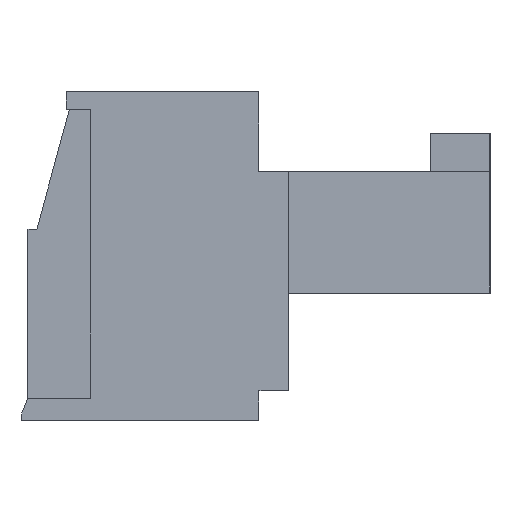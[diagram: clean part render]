
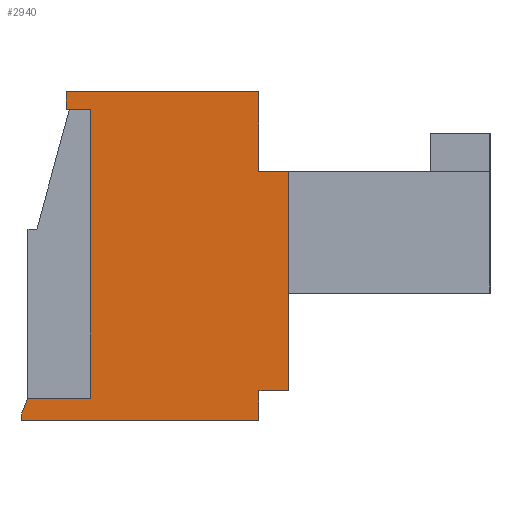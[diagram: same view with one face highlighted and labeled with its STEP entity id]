
A CAD part, left-side view. The second image highlights one B-rep face of the part: STEP entity #2940.
In plain terms, the highlighted planar face has unit normal (-1, 0, 0).
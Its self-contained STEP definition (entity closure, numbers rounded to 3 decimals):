
#2940 = ADVANCED_FACE( '', ( #5933 ), #5934, .T. );
#5933 = FACE_OUTER_BOUND( '', #8973, .T. );
#5934 = PLANE( '', #8974 );
#8973 = EDGE_LOOP( '', ( #16664, #16665, #16666, #16667, #16668, #16669, #16670, #16671, #16672, #16673, #16674, #16675, #16676 ) );
#8974 = AXIS2_PLACEMENT_3D( '', #16677, #16678, #16679 );
#16664 = ORIENTED_EDGE( '', *, *, #18604, .T. );
#16665 = ORIENTED_EDGE( '', *, *, #18790, .T. );
#16666 = ORIENTED_EDGE( '', *, *, #20534, .T. );
#16667 = ORIENTED_EDGE( '', *, *, #20816, .T. );
#16668 = ORIENTED_EDGE( '', *, *, #20461, .T. );
#16669 = ORIENTED_EDGE( '', *, *, #18310, .F. );
#16670 = ORIENTED_EDGE( '', *, *, #21142, .T. );
#16671 = ORIENTED_EDGE( '', *, *, #21143, .T. );
#16672 = ORIENTED_EDGE( '', *, *, #20459, .T. );
#16673 = ORIENTED_EDGE( '', *, *, #21144, .T. );
#16674 = ORIENTED_EDGE( '', *, *, #19786, .T. );
#16675 = ORIENTED_EDGE( '', *, *, #21045, .T. );
#16676 = ORIENTED_EDGE( '', *, *, #20276, .T. );
#16677 = CARTESIAN_POINT( '', ( -21., 0., 0. ) );
#16678 = DIRECTION( '', ( -1., 0., 0. ) );
#16679 = DIRECTION( '', ( 0., 0., 1. ) );
#18310 = EDGE_CURVE( '', #21927, #21923, #21929, .T. );
#18604 = EDGE_CURVE( '', #22452, #22450, #22453, .T. );
#18790 = EDGE_CURVE( '', #22450, #22773, #22775, .F. );
#19786 = EDGE_CURVE( '', #24363, #24361, #24364, .T. );
#20276 = EDGE_CURVE( '', #25069, #22452, #25070, .T. );
#20459 = EDGE_CURVE( '', #25308, #25306, #25309, .T. );
#20461 = EDGE_CURVE( '', #25311, #21923, #25312, .T. );
#20534 = EDGE_CURVE( '', #22773, #25408, #25409, .T. );
#20816 = EDGE_CURVE( '', #25408, #25311, #25750, .T. );
#21045 = EDGE_CURVE( '', #24361, #25069, #26021, .T. );
#21142 = EDGE_CURVE( '', #21927, #26121, #26122, .T. );
#21143 = EDGE_CURVE( '', #26121, #25308, #26123, .T. );
#21144 = EDGE_CURVE( '', #25306, #24363, #26124, .T. );
#21923 = VERTEX_POINT( '', #27137 );
#21927 = VERTEX_POINT( '', #27143 );
#21929 = LINE( '', #27146, #27147 );
#22450 = VERTEX_POINT( '', #27895 );
#22452 = VERTEX_POINT( '', #27898 );
#22453 = LINE( '', #27899, #27900 );
#22773 = VERTEX_POINT( '', #28372 );
#22775 = LINE( '', #28375, #28376 );
#24361 = VERTEX_POINT( '', #30668 );
#24363 = VERTEX_POINT( '', #30671 );
#24364 = LINE( '', #30672, #30673 );
#25069 = VERTEX_POINT( '', #31709 );
#25070 = LINE( '', #31710, #31711 );
#25306 = VERTEX_POINT( '', #32073 );
#25308 = VERTEX_POINT( '', #32076 );
#25309 = LINE( '', #32077, #32078 );
#25311 = VERTEX_POINT( '', #32081 );
#25312 = LINE( '', #32082, #32083 );
#25408 = VERTEX_POINT( '', #32265 );
#25409 = LINE( '', #32266, #32267 );
#25750 = LINE( '', #32802, #32803 );
#26021 = LINE( '', #33206, #33207 );
#26121 = VERTEX_POINT( '', #33354 );
#26122 = LINE( '', #33355, #33356 );
#26123 = LINE( '', #33357, #33358 );
#26124 = LINE( '', #33359, #33360 );
#27137 = CARTESIAN_POINT( '', ( -21., -4., -4.625 ) );
#27143 = CARTESIAN_POINT( '', ( -21., -5., -4.625 ) );
#27146 = CARTESIAN_POINT( '', ( -21., -5., -4.625 ) );
#27147 = VECTOR( '', #33938, 1000. );
#27895 = CARTESIAN_POINT( '', ( -21., 3.805, -4.875 ) );
#27898 = CARTESIAN_POINT( '', ( -21., 1.7, -4.875 ) );
#27899 = CARTESIAN_POINT( '', ( -21., 1.7, -4.875 ) );
#27900 = VECTOR( '', #34206, 1000. );
#28372 = CARTESIAN_POINT( '', ( -21., 4., -5.375 ) );
#28375 = CARTESIAN_POINT( '', ( -21., 1.652, 0.644 ) );
#28376 = VECTOR( '', #34381, 1000. );
#30668 = CARTESIAN_POINT( '', ( -21., 2.5, 4.875 ) );
#30671 = CARTESIAN_POINT( '', ( -21., 2.5, 5.475 ) );
#30672 = CARTESIAN_POINT( '', ( -21., 2.5, 5.475 ) );
#30673 = VECTOR( '', #35281, 1000. );
#31709 = CARTESIAN_POINT( '', ( -21., 1.7, 4.875 ) );
#31710 = CARTESIAN_POINT( '', ( -21., 1.7, 4.875 ) );
#31711 = VECTOR( '', #35703, 1000. );
#32073 = CARTESIAN_POINT( '', ( -21., -4., 5.475 ) );
#32076 = CARTESIAN_POINT( '', ( -21., -4., 2.775 ) );
#32077 = CARTESIAN_POINT( '', ( -21., -4., -5.625 ) );
#32078 = VECTOR( '', #35837, 1000. );
#32081 = CARTESIAN_POINT( '', ( -21., -4., -5.625 ) );
#32082 = CARTESIAN_POINT( '', ( -21., -4., -5.625 ) );
#32083 = VECTOR( '', #35839, 1000. );
#32265 = CARTESIAN_POINT( '', ( -21., 4., -5.625 ) );
#32266 = CARTESIAN_POINT( '', ( -21., 4., -4.875 ) );
#32267 = VECTOR( '', #35896, 1000. );
#32802 = CARTESIAN_POINT( '', ( -21., 4., -5.625 ) );
#32803 = VECTOR( '', #36103, 1000. );
#33206 = CARTESIAN_POINT( '', ( -21., 2.5, 4.875 ) );
#33207 = VECTOR( '', #36266, 1000. );
#33354 = CARTESIAN_POINT( '', ( -21., -5., 2.775 ) );
#33355 = CARTESIAN_POINT( '', ( -21., -5., -4.625 ) );
#33356 = VECTOR( '', #36332, 1000. );
#33357 = CARTESIAN_POINT( '', ( -21., -5., 2.775 ) );
#33358 = VECTOR( '', #36333, 1000. );
#33359 = CARTESIAN_POINT( '', ( -21., -4., 5.475 ) );
#33360 = VECTOR( '', #36334, 1000. );
#33938 = DIRECTION( '', ( 0., 1., 0. ) );
#34206 = DIRECTION( '', ( 0., 1., 0. ) );
#34381 = DIRECTION( '', ( 0., -0.363, 0.932 ) );
#35281 = DIRECTION( '', ( 0., 0., -1. ) );
#35703 = DIRECTION( '', ( 0., 0., -1. ) );
#35837 = DIRECTION( '', ( 0., 0., 1. ) );
#35839 = DIRECTION( '', ( 0., 0., 1. ) );
#35896 = DIRECTION( '', ( 0., 0., -1. ) );
#36103 = DIRECTION( '', ( 0., -1., 0. ) );
#36266 = DIRECTION( '', ( 0., -1., 0. ) );
#36332 = DIRECTION( '', ( 0., 0., 1. ) );
#36333 = DIRECTION( '', ( 0., 1., 0. ) );
#36334 = DIRECTION( '', ( 0., 1., 0. ) );
